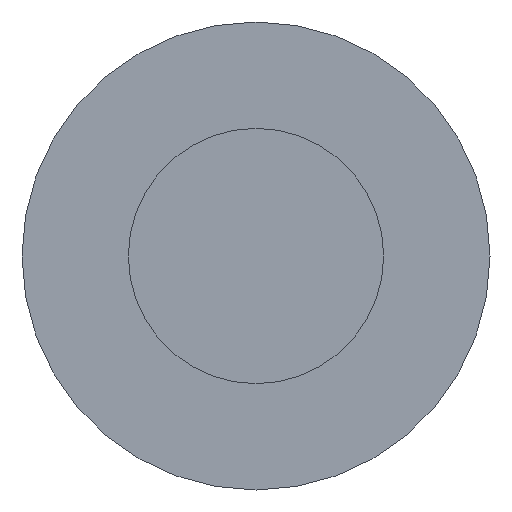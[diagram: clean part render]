
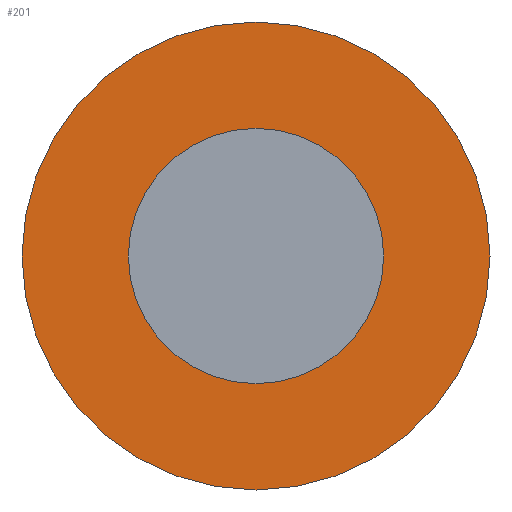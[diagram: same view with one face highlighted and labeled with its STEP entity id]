
A CAD part, front view. The second image highlights one B-rep face of the part: STEP entity #201.
In plain terms, the highlighted planar face has unit normal (0, -1, 0).
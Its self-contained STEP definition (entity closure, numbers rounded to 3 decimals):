
#4 = CARTESIAN_POINT ( 'NONE',  ( 0., 25., 0. ) ) ;
#7 = ORIENTED_EDGE ( 'NONE', *, *, #52, .F. ) ;
#44 = EDGE_CURVE ( 'NONE', #646, #535, #225, .T. ) ;
#49 = VERTEX_POINT ( 'NONE', #566 ) ;
#52 = EDGE_CURVE ( 'NONE', #49, #205, #80, .T. ) ;
#56 = DIRECTION ( 'NONE',  ( 0., -1., 0. ) ) ;
#62 = PLANE ( 'NONE',  #107 ) ;
#80 = CIRCLE ( 'NONE', #366, 1.5 ) ;
#95 = EDGE_CURVE ( 'NONE', #205, #49, #584, .T. ) ;
#107 = AXIS2_PLACEMENT_3D ( 'NONE', #289, #346, #585 ) ;
#139 = DIRECTION ( 'NONE',  ( 0., -1., 0. ) ) ;
#153 = DIRECTION ( 'NONE',  ( 0., -1., 0. ) ) ;
#201 = ADVANCED_FACE ( 'NONE', ( #444, #580 ), #62, .T. ) ;
#205 = VERTEX_POINT ( 'NONE', #428 ) ;
#208 = DIRECTION ( 'NONE',  ( 0., 0., -1. ) ) ;
#223 = ORIENTED_EDGE ( 'NONE', *, *, #44, .T. ) ;
#225 = CIRCLE ( 'NONE', #307, 2.75 ) ;
#229 = DIRECTION ( 'NONE',  ( 0., 0., -1. ) ) ;
#273 = DIRECTION ( 'NONE',  ( 0., 0., -1. ) ) ;
#282 = DIRECTION ( 'NONE',  ( 0., -1., 0. ) ) ;
#289 = CARTESIAN_POINT ( 'NONE',  ( 2.75, 25., 0. ) ) ;
#307 = AXIS2_PLACEMENT_3D ( 'NONE', #571, #56, #273 ) ;
#311 = CARTESIAN_POINT ( 'NONE',  ( 0., 25., 0. ) ) ;
#346 = DIRECTION ( 'NONE',  ( 0., -1., 0. ) ) ;
#352 = CARTESIAN_POINT ( 'NONE',  ( 0., 25., 0. ) ) ;
#353 = EDGE_LOOP ( 'NONE', ( #606, #223 ) ) ;
#366 = AXIS2_PLACEMENT_3D ( 'NONE', #311, #139, #229 ) ;
#402 = CIRCLE ( 'NONE', #486, 2.75 ) ;
#428 = CARTESIAN_POINT ( 'NONE',  ( 0., 25., -1.5 ) ) ;
#444 = FACE_OUTER_BOUND ( 'NONE', #353, .T. ) ;
#486 = AXIS2_PLACEMENT_3D ( 'NONE', #4, #153, #208 ) ;
#504 = AXIS2_PLACEMENT_3D ( 'NONE', #352, #282, #539 ) ;
#535 = VERTEX_POINT ( 'NONE', #596 ) ;
#539 = DIRECTION ( 'NONE',  ( 0., 0., -1. ) ) ;
#562 = ORIENTED_EDGE ( 'NONE', *, *, #95, .F. ) ;
#566 = CARTESIAN_POINT ( 'NONE',  ( 0., 25., 1.5 ) ) ;
#571 = CARTESIAN_POINT ( 'NONE',  ( 0., 25., 0. ) ) ;
#576 = CARTESIAN_POINT ( 'NONE',  ( 0., 25., 2.75 ) ) ;
#580 = FACE_BOUND ( 'NONE', #589, .T. ) ;
#584 = CIRCLE ( 'NONE', #504, 1.5 ) ;
#585 = DIRECTION ( 'NONE',  ( 0., 0., -1. ) ) ;
#589 = EDGE_LOOP ( 'NONE', ( #562, #7 ) ) ;
#596 = CARTESIAN_POINT ( 'NONE',  ( 0., 25., -2.75 ) ) ;
#606 = ORIENTED_EDGE ( 'NONE', *, *, #657, .T. ) ;
#646 = VERTEX_POINT ( 'NONE', #576 ) ;
#657 = EDGE_CURVE ( 'NONE', #535, #646, #402, .T. ) ;
